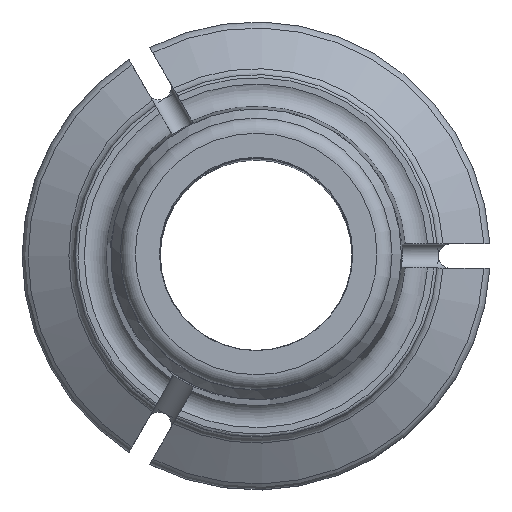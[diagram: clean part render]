
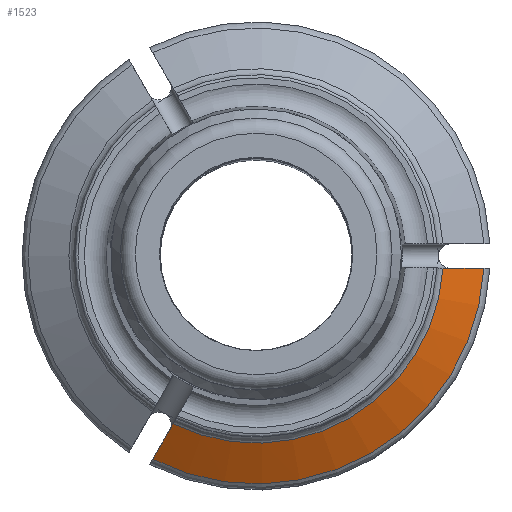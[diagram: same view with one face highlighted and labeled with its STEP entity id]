
A CAD part, top view. The second image highlights one B-rep face of the part: STEP entity #1523.
In plain terms, the highlighted conical face has half-angle 60 degrees and reference radius 6 mm.
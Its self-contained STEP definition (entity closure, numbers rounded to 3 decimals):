
#22=CONICAL_SURFACE('',#1613,6.,1.047);
#291=ORIENTED_EDGE('',*,*,#625,.T.);
#292=ORIENTED_EDGE('',*,*,#626,.F.);
#293=ORIENTED_EDGE('',*,*,#627,.T.);
#294=ORIENTED_EDGE('',*,*,#577,.T.);
#577=EDGE_CURVE('',#746,#745,#850,.T.);
#625=EDGE_CURVE('',#745,#791,#870,.T.);
#626=EDGE_CURVE('',#792,#791,#871,.T.);
#627=EDGE_CURVE('',#792,#746,#872,.T.);
#745=VERTEX_POINT('',#2105);
#746=VERTEX_POINT('',#2107);
#791=VERTEX_POINT('',#2265);
#792=VERTEX_POINT('',#2267);
#850=CIRCLE('',#1587,5247.574);
#870=CIRCLE('',#1614,7.55);
#871=CIRCLE('',#1615,5247.574);
#872=CIRCLE('',#1616,6.2);
#931=EDGE_LOOP('',(#291,#292,#293,#294));
#1005=FACE_BOUND('',#931,.T.);
#1523=ADVANCED_FACE('',(#1005),#22,.T.);
#1587=AXIS2_PLACEMENT_3D('',#2106,#1736,#1737);
#1613=AXIS2_PLACEMENT_3D('',#2263,#1803,#1804);
#1614=AXIS2_PLACEMENT_3D('',#2264,#1805,#1806);
#1615=AXIS2_PLACEMENT_3D('',#2266,#1807,#1808);
#1616=AXIS2_PLACEMENT_3D('',#2268,#1809,#1810);
#1736=DIRECTION('',(0.866,-0.5,0.));
#1737=DIRECTION('',(-0.25,-0.432,0.866));
#1803=DIRECTION('',(0.,0.,-1.));
#1804=DIRECTION('',(-1.,0.,0.));
#1805=DIRECTION('',(0.,0.,1.));
#1806=DIRECTION('',(1.,0.,0.));
#1807=DIRECTION('',(0.,1.,0.));
#1808=DIRECTION('',(0.499,0.,0.866));
#1809=DIRECTION('',(0.,0.,-1.));
#1810=DIRECTION('',(-1.,0.,0.));
#2105=CARTESIAN_POINT('',(-3.423,-6.729,1.805));
#2106=CARTESIAN_POINT('',(1307.124,2263.205,-4544.28));
#2107=CARTESIAN_POINT('',(-2.747,-5.558,2.585));
#2263=CARTESIAN_POINT('',(0.,0.,2.7));
#2264=CARTESIAN_POINT('',(0.,0.,1.805));
#2265=CARTESIAN_POINT('',(7.539,-0.4,1.805));
#2266=CARTESIAN_POINT('',(-2613.555,-0.4,-4544.28));
#2267=CARTESIAN_POINT('',(6.187,-0.4,2.585));
#2268=CARTESIAN_POINT('',(0.,0.,2.585));
